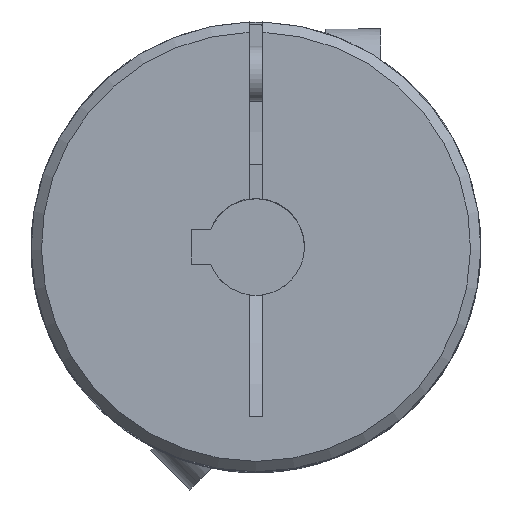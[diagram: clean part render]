
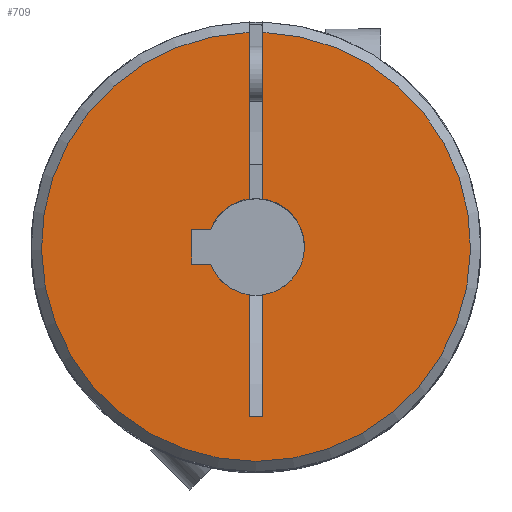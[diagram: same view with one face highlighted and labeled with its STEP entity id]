
A CAD part, top view. The second image highlights one B-rep face of the part: STEP entity #709.
In plain terms, the highlighted face is planar.
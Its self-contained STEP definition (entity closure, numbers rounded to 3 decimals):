
#709 = ADVANCED_FACE( '', ( #1436 ), #1437, .F. );
#1436 = FACE_OUTER_BOUND( '', #2142, .T. );
#1437 = PLANE( '', #2143 );
#2142 = EDGE_LOOP( '', ( #3971, #3972, #3973, #3974, #3975, #3976, #3977, #3978, #3979, #3980, #3981, #3982 ) );
#2143 = AXIS2_PLACEMENT_3D( '', #3983, #3984, #3985 );
#3971 = ORIENTED_EDGE( '', *, *, #4748, .T. );
#3972 = ORIENTED_EDGE( '', *, *, #4711, .T. );
#3973 = ORIENTED_EDGE( '', *, *, #4354, .T. );
#3974 = ORIENTED_EDGE( '', *, *, #4697, .F. );
#3975 = ORIENTED_EDGE( '', *, *, #4749, .T. );
#3976 = ORIENTED_EDGE( '', *, *, #4750, .T. );
#3977 = ORIENTED_EDGE( '', *, *, #4159, .T. );
#3978 = ORIENTED_EDGE( '', *, *, #4146, .T. );
#3979 = ORIENTED_EDGE( '', *, *, #4751, .T. );
#3980 = ORIENTED_EDGE( '', *, *, #4470, .T. );
#3981 = ORIENTED_EDGE( '', *, *, #4671, .F. );
#3982 = ORIENTED_EDGE( '', *, *, #4661, .T. );
#3983 = CARTESIAN_POINT( '', ( 0., 0., 0. ) );
#3984 = DIRECTION( '', ( 1., 0., 0. ) );
#3985 = DIRECTION( '', ( 0., 0., -1. ) );
#4146 = EDGE_CURVE( '', #4955, #4953, #4956, .T. );
#4159 = EDGE_CURVE( '', #4976, #4955, #4977, .T. );
#4354 = EDGE_CURVE( '', #5297, #5294, #5298, .T. );
#4470 = EDGE_CURVE( '', #5480, #5478, #5481, .T. );
#4661 = EDGE_CURVE( '', #5722, #5726, #5728, .T. );
#4671 = EDGE_CURVE( '', #5722, #5478, #5738, .T. );
#4697 = EDGE_CURVE( '', #5768, #5294, #5769, .T. );
#4711 = EDGE_CURVE( '', #5783, #5297, #5785, .T. );
#4748 = EDGE_CURVE( '', #5726, #5783, #5825, .T. );
#4749 = EDGE_CURVE( '', #5768, #5826, #5827, .T. );
#4750 = EDGE_CURVE( '', #5826, #4976, #5828, .T. );
#4751 = EDGE_CURVE( '', #4953, #5480, #5829, .T. );
#4953 = VERTEX_POINT( '', #6105 );
#4955 = VERTEX_POINT( '', #6108 );
#4956 = LINE( '', #6109, #6110 );
#4976 = VERTEX_POINT( '', #6138 );
#4977 = LINE( '', #6139, #6140 );
#5294 = VERTEX_POINT( '', #6765 );
#5297 = VERTEX_POINT( '', #6768 );
#5298 = LINE( '', #6769, #6770 );
#5478 = VERTEX_POINT( '', #7095 );
#5480 = VERTEX_POINT( '', #7100 );
#5481 = LINE( '', #7101, #7102 );
#5722 = VERTEX_POINT( '', #7466 );
#5726 = VERTEX_POINT( '', #7474 );
#5728 = LINE( '', #7477, #7478 );
#5738 = CIRCLE( '', #7489, 31. );
#5768 = VERTEX_POINT( '', #7531 );
#5769 = LINE( '', #7532, #7533 );
#5783 = VERTEX_POINT( '', #7548 );
#5785 = LINE( '', #7551, #7552 );
#5825 = CIRCLE( '', #7595, 7. );
#5826 = VERTEX_POINT( '', #7596 );
#5827 = CIRCLE( '', #7597, 7. );
#5828 = LINE( '', #7598, #7599 );
#5829 = CIRCLE( '', #7600, 7. );
#6105 = CARTESIAN_POINT( '', ( 0., 2.5, -6.538 ) );
#6108 = CARTESIAN_POINT( '', ( 0., 2.5, -9.3 ) );
#6109 = CARTESIAN_POINT( '', ( 0., 2.5, -9.3 ) );
#6110 = VECTOR( '', #7761, 1000. );
#6138 = CARTESIAN_POINT( '', ( 0., -2.5, -9.3 ) );
#6139 = CARTESIAN_POINT( '', ( 0., -2.5, -9.3 ) );
#6140 = VECTOR( '', #7776, 1000. );
#6765 = CARTESIAN_POINT( '', ( 0., -24.586, -1. ) );
#6768 = CARTESIAN_POINT( '', ( 0., -24.586, 1. ) );
#6769 = CARTESIAN_POINT( '', ( 0., -24.586, 1. ) );
#6770 = VECTOR( '', #8091, 1000. );
#7095 = CARTESIAN_POINT( '', ( 0., 30.984, -1. ) );
#7100 = CARTESIAN_POINT( '', ( 0., 6.928, -1. ) );
#7101 = CARTESIAN_POINT( '', ( 0., 0., -1. ) );
#7102 = VECTOR( '', #8237, 1000. );
#7466 = CARTESIAN_POINT( '', ( 0., 30.984, 1. ) );
#7474 = CARTESIAN_POINT( '', ( 0., 6.928, 1. ) );
#7477 = CARTESIAN_POINT( '', ( 0., 32.5, 1. ) );
#7478 = VECTOR( '', #8447, 1000. );
#7489 = AXIS2_PLACEMENT_3D( '', #8452, #8453, #8454 );
#7531 = CARTESIAN_POINT( '', ( 0., -6.928, -1. ) );
#7532 = CARTESIAN_POINT( '', ( 0., 32.5, -1. ) );
#7533 = VECTOR( '', #8488, 1000. );
#7548 = CARTESIAN_POINT( '', ( 0., -6.928, 1. ) );
#7551 = CARTESIAN_POINT( '', ( 0., 32.5, 1. ) );
#7552 = VECTOR( '', #8500, 1000. );
#7595 = AXIS2_PLACEMENT_3D( '', #8519, #8520, #8521 );
#7596 = CARTESIAN_POINT( '', ( 0., -2.5, -6.538 ) );
#7597 = AXIS2_PLACEMENT_3D( '', #8522, #8523, #8524 );
#7598 = CARTESIAN_POINT( '', ( 0., -2.5, -6.538 ) );
#7599 = VECTOR( '', #8525, 1000. );
#7600 = AXIS2_PLACEMENT_3D( '', #8526, #8527, #8528 );
#7761 = DIRECTION( '', ( 0., 0., 1. ) );
#7776 = DIRECTION( '', ( 0., 1., 0. ) );
#8091 = DIRECTION( '', ( 0., 0., -1. ) );
#8237 = DIRECTION( '', ( 0., 1., 0. ) );
#8447 = DIRECTION( '', ( 0., -1., 0. ) );
#8452 = CARTESIAN_POINT( '', ( 0., 0., 0. ) );
#8453 = DIRECTION( '', ( 1., 0., 0. ) );
#8454 = DIRECTION( '', ( 0., 0., -1. ) );
#8488 = DIRECTION( '', ( 0., -1., 0. ) );
#8500 = DIRECTION( '', ( 0., -1., 0. ) );
#8519 = CARTESIAN_POINT( '', ( 0., 0., 0. ) );
#8520 = DIRECTION( '', ( 1., 0., 0. ) );
#8521 = DIRECTION( '', ( 0., 0., -1. ) );
#8522 = CARTESIAN_POINT( '', ( 0., 0., 0. ) );
#8523 = DIRECTION( '', ( 1., 0., 0. ) );
#8524 = DIRECTION( '', ( 0., 0., -1. ) );
#8525 = DIRECTION( '', ( 0., 0., -1. ) );
#8526 = CARTESIAN_POINT( '', ( 0., 0., 0. ) );
#8527 = DIRECTION( '', ( 1., 0., 0. ) );
#8528 = DIRECTION( '', ( 0., 0., -1. ) );
